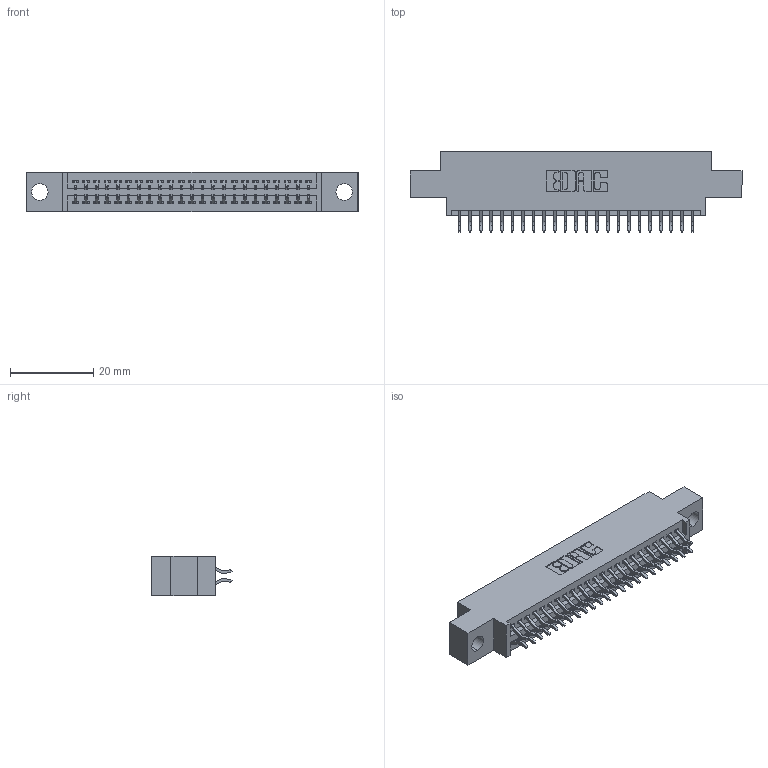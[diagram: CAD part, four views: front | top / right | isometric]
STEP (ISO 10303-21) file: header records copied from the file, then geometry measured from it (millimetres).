
FILE_DESCRIPTION (( 'STEP AP203' ), '1' );
FILE_NAME ('345-046-556-804.STEP', '2018-09-10T04:22:02', ( '' ), ( '' ), 'SwSTEP 2.0', 'SolidWorks 2016', '' );
FILE_SCHEMA (( 'CONFIG_CONTROL_DESIGN' ));
Length unit declared in the file: inch
Products named in the file (3): 345-292-001_556 Tail; 345-046-556-804; 345 Part_0.170 Offset - 0.156 Dia-TH
Assembly tree (47 placements, depth 2):
  345-046-556-804
    345 Part_0.170 Offset - 0.156 Dia-TH
    345-292-001_556 Tail  x46
Bounding box: 79.63 x 19.24 x 9.4 mm (x, y, z)
Volume: 7355.8 mm3; surface area: 10423.5 mm2
Topology: 47 solids, 47 shells, 2706 faces, 8035 edges, 5294 vertices
Faces by surface type: plane 1786, cylinder 920
Entity records: 20959 total; most frequent: CARTESIAN_POINT 3548, ORIENTED_EDGE 3470, DIRECTION 3139, EDGE_CURVE 1735, LINE 1503, VECTOR 1503, VERTEX_POINT 1154, AXIS2_PLACEMENT_3D 818
